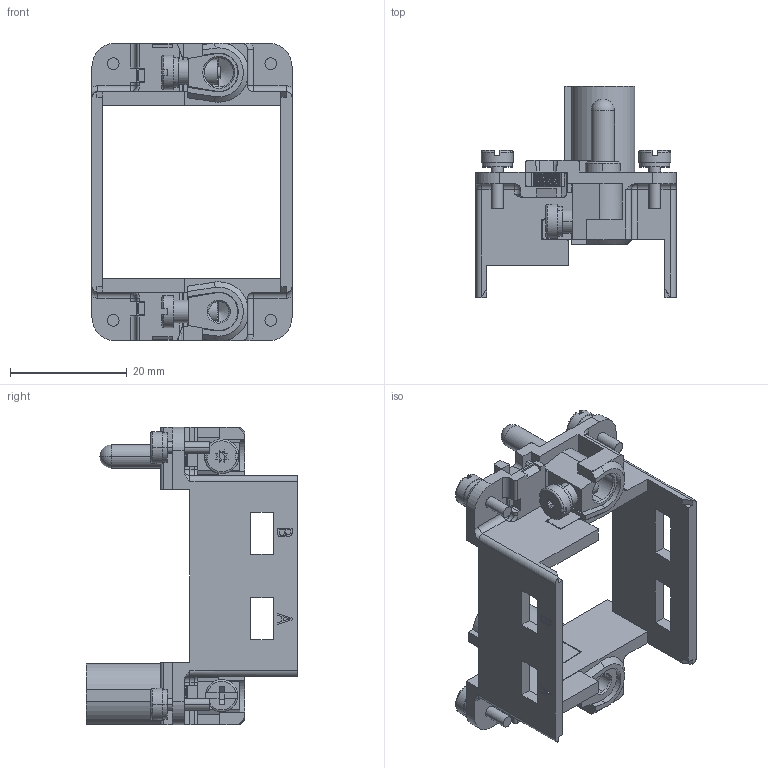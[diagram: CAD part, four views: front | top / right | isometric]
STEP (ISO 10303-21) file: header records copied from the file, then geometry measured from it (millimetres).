
FILE_DESCRIPTION((''),'2;1');
FILE_NAME('PRT0214','2019-01-12T',('zl.chen'),(''),'PRO/ENGINEER BY PARAMETRIC TECHNOLOGY CORPORATION, 2013430','PRO/ENGINEER BY PARAMETRIC TECHNOLOGY CORPORATION, 2013430','');
FILE_SCHEMA(('CONFIG_CONTROL_DESIGN','SHAPE_APPEARANCE_LAYERS_GROUPS'));
Length unit declared in the file: millimetre
Products named in the file (1): PRT0214
Bounding box: 34.3 x 36.3 x 51 mm (x, y, z)
Volume: 8590.1 mm3; surface area: 10618.9 mm2
Topology: 1 solids, 3 shells, 853 faces, 2459 edges, 1609 vertices
Faces by surface type: plane 470, cylinder 218, torus 47, cone 38, extrusion 29, bspline 21, sphere 18, revolution 12
Entity records: 32348 total; most frequent: CARTESIAN_POINT 10040, ORIENTED_EDGE 4866, DIRECTION 4379, EDGE_CURVE 2433, VERTEX_POINT 1608, VECTOR 1467, AXIS2_PLACEMENT_3D 1450, LINE 1438
